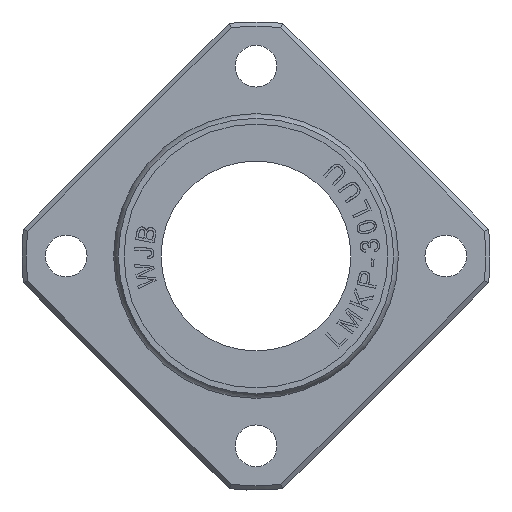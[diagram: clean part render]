
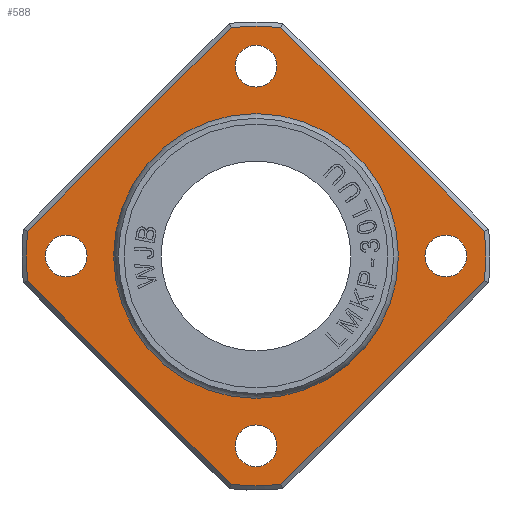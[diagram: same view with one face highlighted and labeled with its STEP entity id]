
A CAD part, left-side view. The second image highlights one B-rep face of the part: STEP entity #588.
In plain terms, the highlighted planar face has unit normal (-1, 0, 0).
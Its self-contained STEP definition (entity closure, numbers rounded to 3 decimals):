
#588=ADVANCED_FACE('',(#1848,#1849,#1850,#1851,#1852,#1853),#981,.T.);
#981=PLANE('',#7190);
#1257=CIRCLE('',#7166,36.3);
#1258=CIRCLE('',#7168,36.3);
#1260=CIRCLE('',#7171,36.3);
#1262=CIRCLE('',#7174,36.3);
#1268=CIRCLE('',#7185,22.127);
#1269=CIRCLE('',#7186,3.3);
#1270=CIRCLE('',#7187,3.3);
#1271=CIRCLE('',#7188,3.3);
#1272=CIRCLE('',#7189,3.3);
#1415=B_SPLINE_CURVE_WITH_KNOTS('',3,(#10743,#10744,#10745,#10746),.UNSPECIFIED.,
 .F.,.F.,(4,4),(0.,1.),.UNSPECIFIED.);
#1416=B_SPLINE_CURVE_WITH_KNOTS('',3,(#10747,#10748,#10749,#10750),.UNSPECIFIED.,
 .F.,.F.,(4,4),(0.,1.),.UNSPECIFIED.);
#1417=B_SPLINE_CURVE_WITH_KNOTS('',3,(#10751,#10752,#10753,#10754),.UNSPECIFIED.,
 .F.,.F.,(4,4),(0.,1.),.UNSPECIFIED.);
#1418=B_SPLINE_CURVE_WITH_KNOTS('',3,(#10755,#10756,#10757,#10758),.UNSPECIFIED.,
 .F.,.F.,(4,4),(0.,1.),.UNSPECIFIED.);
#1848=FACE_BOUND('',#1978,.T.);
#1849=FACE_BOUND('',#1979,.T.);
#1850=FACE_BOUND('',#1980,.T.);
#1851=FACE_BOUND('',#1981,.T.);
#1852=FACE_BOUND('',#1982,.T.);
#1853=FACE_BOUND('',#1983,.T.);
#1978=EDGE_LOOP('',(#2718));
#1979=EDGE_LOOP('',(#2719));
#1980=EDGE_LOOP('',(#2720));
#1981=EDGE_LOOP('',(#2721));
#1982=EDGE_LOOP('',(#2722));
#1983=EDGE_LOOP('',(#2723,#2724,#2725,#2726,#2727,#2728,#2729,#2730));
#2718=ORIENTED_EDGE('',*,*,#5348,.F.);
#2719=ORIENTED_EDGE('',*,*,#5349,.T.);
#2720=ORIENTED_EDGE('',*,*,#5350,.T.);
#2721=ORIENTED_EDGE('',*,*,#5351,.T.);
#2722=ORIENTED_EDGE('',*,*,#5352,.T.);
#2723=ORIENTED_EDGE('',*,*,#5322,.F.);
#2724=ORIENTED_EDGE('',*,*,#5353,.F.);
#2725=ORIENTED_EDGE('',*,*,#5332,.F.);
#2726=ORIENTED_EDGE('',*,*,#5354,.F.);
#2727=ORIENTED_EDGE('',*,*,#5329,.F.);
#2728=ORIENTED_EDGE('',*,*,#5355,.F.);
#2729=ORIENTED_EDGE('',*,*,#5324,.F.);
#2730=ORIENTED_EDGE('',*,*,#5356,.F.);
#4660=VERTEX_POINT('',#10644);
#4661=VERTEX_POINT('',#10646);
#4662=VERTEX_POINT('',#10653);
#4663=VERTEX_POINT('',#10654);
#4666=VERTEX_POINT('',#10671);
#4668=VERTEX_POINT('',#10674);
#4670=VERTEX_POINT('',#10683);
#4671=VERTEX_POINT('',#10684);
#4682=VERTEX_POINT('',#10734);
#4683=VERTEX_POINT('',#10736);
#4684=VERTEX_POINT('',#10738);
#4685=VERTEX_POINT('',#10740);
#4686=VERTEX_POINT('',#10742);
#5322=EDGE_CURVE('',#4660,#4661,#1257,.T.);
#5324=EDGE_CURVE('',#4662,#4663,#1258,.T.);
#5329=EDGE_CURVE('',#4666,#4668,#1260,.T.);
#5332=EDGE_CURVE('',#4670,#4671,#1262,.T.);
#5348=EDGE_CURVE('',#4682,#4682,#1268,.T.);
#5349=EDGE_CURVE('',#4683,#4683,#1269,.T.);
#5350=EDGE_CURVE('',#4684,#4684,#1270,.T.);
#5351=EDGE_CURVE('',#4685,#4685,#1271,.T.);
#5352=EDGE_CURVE('',#4686,#4686,#1272,.T.);
#5353=EDGE_CURVE('',#4671,#4660,#1415,.T.);
#5354=EDGE_CURVE('',#4668,#4670,#1416,.T.);
#5355=EDGE_CURVE('',#4663,#4666,#1417,.T.);
#5356=EDGE_CURVE('',#4661,#4662,#1418,.T.);
#7166=AXIS2_PLACEMENT_3D('',#10645,#7779,#7780);
#7168=AXIS2_PLACEMENT_3D('',#10652,#7783,#7784);
#7171=AXIS2_PLACEMENT_3D('',#10673,#7789,#7790);
#7174=AXIS2_PLACEMENT_3D('',#10682,#7795,#7796);
#7185=AXIS2_PLACEMENT_3D('',#10733,#7821,#7822);
#7186=AXIS2_PLACEMENT_3D('',#10735,#7823,#7824);
#7187=AXIS2_PLACEMENT_3D('',#10737,#7825,#7826);
#7188=AXIS2_PLACEMENT_3D('',#10739,#7827,#7828);
#7189=AXIS2_PLACEMENT_3D('',#10741,#7829,#7830);
#7190=AXIS2_PLACEMENT_3D('',#10759,#7831,#7832);
#7779=DIRECTION('',(1.,0.,0.));
#7780=DIRECTION('',(0.,0.,-1.));
#7783=DIRECTION('',(1.,0.,0.));
#7784=DIRECTION('',(0.,0.,-1.));
#7789=DIRECTION('',(1.,0.,0.));
#7790=DIRECTION('',(0.,0.,-1.));
#7795=DIRECTION('',(1.,0.,0.));
#7796=DIRECTION('',(0.,0.,-1.));
#7821=DIRECTION('',(-1.,0.,0.));
#7822=DIRECTION('',(0.,0.,1.));
#7823=DIRECTION('',(1.,0.,0.));
#7824=DIRECTION('',(0.,1.,0.));
#7825=DIRECTION('',(1.,0.,0.));
#7826=DIRECTION('',(0.,1.,0.));
#7827=DIRECTION('',(1.,0.,0.));
#7828=DIRECTION('',(0.,1.,0.));
#7829=DIRECTION('',(1.,0.,0.));
#7830=DIRECTION('',(0.,1.,0.));
#7831=DIRECTION('',(-1.,0.,0.));
#7832=DIRECTION('',(0.,0.,1.));
#10644=CARTESIAN_POINT('',(10.,-3.936,-36.086));
#10645=CARTESIAN_POINT('',(10.,0.,0.));
#10646=CARTESIAN_POINT('',(10.,3.936,-36.086));
#10652=CARTESIAN_POINT('',(10.,0.,0.));
#10653=CARTESIAN_POINT('',(10.,36.086,-3.936));
#10654=CARTESIAN_POINT('',(10.,36.086,3.936));
#10671=CARTESIAN_POINT('',(10.,3.936,36.086));
#10673=CARTESIAN_POINT('',(10.,0.,0.));
#10674=CARTESIAN_POINT('',(10.,-3.936,36.086));
#10682=CARTESIAN_POINT('',(10.,0.,0.));
#10683=CARTESIAN_POINT('',(10.,-36.086,3.936));
#10684=CARTESIAN_POINT('',(10.,-36.086,-3.936));
#10733=CARTESIAN_POINT('',(10.,0.,0.));
#10734=CARTESIAN_POINT('',(10.,0.,22.127));
#10735=CARTESIAN_POINT('',(10.,30.,0.));
#10736=CARTESIAN_POINT('',(10.,26.7,0.));
#10737=CARTESIAN_POINT('',(10.,-30.,0.));
#10738=CARTESIAN_POINT('',(10.,-33.3,0.));
#10739=CARTESIAN_POINT('',(10.,0.,30.));
#10740=CARTESIAN_POINT('',(10.,-3.3,30.));
#10741=CARTESIAN_POINT('',(10.,0.,-30.));
#10742=CARTESIAN_POINT('',(10.,-3.3,-30.));
#10743=CARTESIAN_POINT('',(10.,-36.086,-3.936));
#10744=CARTESIAN_POINT('',(10.,-25.369,-14.653));
#10745=CARTESIAN_POINT('',(10.,-14.653,-25.369));
#10746=CARTESIAN_POINT('',(10.,-3.936,-36.086));
#10747=CARTESIAN_POINT('',(10.,-3.936,36.086));
#10748=CARTESIAN_POINT('',(10.,-14.653,25.369));
#10749=CARTESIAN_POINT('',(10.,-25.369,14.653));
#10750=CARTESIAN_POINT('',(10.,-36.086,3.936));
#10751=CARTESIAN_POINT('',(10.,36.086,3.936));
#10752=CARTESIAN_POINT('',(10.,25.369,14.653));
#10753=CARTESIAN_POINT('',(10.,14.653,25.369));
#10754=CARTESIAN_POINT('',(10.,3.936,36.086));
#10755=CARTESIAN_POINT('',(10.,3.936,-36.086));
#10756=CARTESIAN_POINT('',(10.,14.653,-25.369));
#10757=CARTESIAN_POINT('',(10.,25.369,-14.653));
#10758=CARTESIAN_POINT('',(10.,36.086,-3.936));
#10759=CARTESIAN_POINT('',(10.,0.,29.563));
